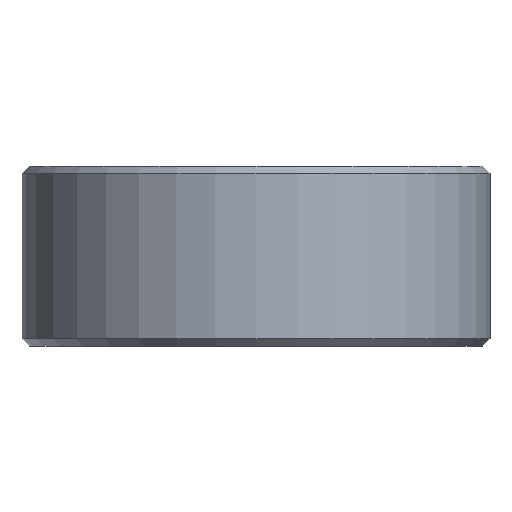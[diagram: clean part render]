
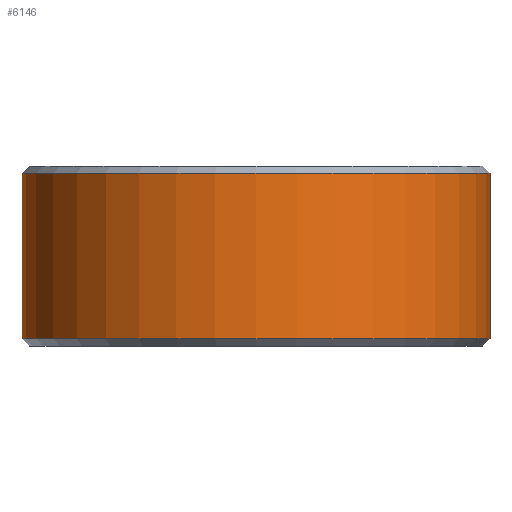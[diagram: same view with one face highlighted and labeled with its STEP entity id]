
A CAD part, front view. The second image highlights one B-rep face of the part: STEP entity #6146.
In plain terms, the highlighted cylindrical face has radius 6.5 mm (diameter 13 mm), a partial arc.
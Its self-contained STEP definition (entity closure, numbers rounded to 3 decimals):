
#101 = AXIS2_PLACEMENT_3D ( 'NONE', #7592, #6077, #3841 ) ;
#756 = ORIENTED_EDGE ( 'NONE', *, *, #7585, .T. ) ;
#1329 = LINE ( 'NONE', #4968, #8448 ) ;
#1388 = AXIS2_PLACEMENT_3D ( 'NONE', #5043, #2079, #9357 ) ;
#1916 = VERTEX_POINT ( 'NONE', #7233 ) ;
#2002 = LINE ( 'NONE', #6862, #8078 ) ;
#2053 = DIRECTION ( 'NONE',  ( -1., 0., 0. ) ) ;
#2076 = EDGE_LOOP ( 'NONE', ( #5937, #756, #7962, #4231 ) ) ;
#2079 = DIRECTION ( 'NONE',  ( 0., 0., 1. ) ) ;
#2486 = CYLINDRICAL_SURFACE ( 'NONE', #8079, 6.5 ) ;
#2667 = CARTESIAN_POINT ( 'NONE',  ( -6.5, 0., 4.8 ) ) ;
#3402 = VERTEX_POINT ( 'NONE', #3422 ) ;
#3422 = CARTESIAN_POINT ( 'NONE',  ( 6.5, 0., 0.2 ) ) ;
#3841 = DIRECTION ( 'NONE',  ( 1., 0., 0. ) ) ;
#4092 = FACE_OUTER_BOUND ( 'NONE', #2076, .T. ) ;
#4231 = ORIENTED_EDGE ( 'NONE', *, *, #4520, .T. ) ;
#4520 = EDGE_CURVE ( 'NONE', #1916, #3402, #7599, .T. ) ;
#4968 = CARTESIAN_POINT ( 'NONE',  ( 6.5, 0., 5. ) ) ;
#4978 = DIRECTION ( 'NONE',  ( 0., 0., -1. ) ) ;
#5001 = DIRECTION ( 'NONE',  ( 0., 0., -1. ) ) ;
#5043 = CARTESIAN_POINT ( 'NONE',  ( 0., 0., 0.2 ) ) ;
#5221 = CIRCLE ( 'NONE', #101, 6.5 ) ;
#5937 = ORIENTED_EDGE ( 'NONE', *, *, #6800, .F. ) ;
#6077 = DIRECTION ( 'NONE',  ( 0., 0., -1. ) ) ;
#6088 = VERTEX_POINT ( 'NONE', #8814 ) ;
#6146 = ADVANCED_FACE ( 'NONE', ( #4092 ), #2486, .T. ) ;
#6288 = DIRECTION ( 'NONE',  ( 0., 0., -1. ) ) ;
#6800 = EDGE_CURVE ( 'NONE', #6088, #3402, #1329, .T. ) ;
#6862 = CARTESIAN_POINT ( 'NONE',  ( -6.5, 0., 5. ) ) ;
#7233 = CARTESIAN_POINT ( 'NONE',  ( -6.5, 0., 0.2 ) ) ;
#7382 = VERTEX_POINT ( 'NONE', #2667 ) ;
#7585 = EDGE_CURVE ( 'NONE', #6088, #7382, #5221, .T. ) ;
#7592 = CARTESIAN_POINT ( 'NONE',  ( 0., 0., 4.8 ) ) ;
#7599 = CIRCLE ( 'NONE', #1388, 6.5 ) ;
#7659 = EDGE_CURVE ( 'NONE', #7382, #1916, #2002, .T. ) ;
#7852 = CARTESIAN_POINT ( 'NONE',  ( 0., 0., 5. ) ) ;
#7962 = ORIENTED_EDGE ( 'NONE', *, *, #7659, .T. ) ;
#8078 = VECTOR ( 'NONE', #6288, 1000. ) ;
#8079 = AXIS2_PLACEMENT_3D ( 'NONE', #7852, #4978, #2053 ) ;
#8448 = VECTOR ( 'NONE', #5001, 1000. ) ;
#8814 = CARTESIAN_POINT ( 'NONE',  ( 6.5, 0., 4.8 ) ) ;
#9357 = DIRECTION ( 'NONE',  ( 1., 0., 0. ) ) ;
